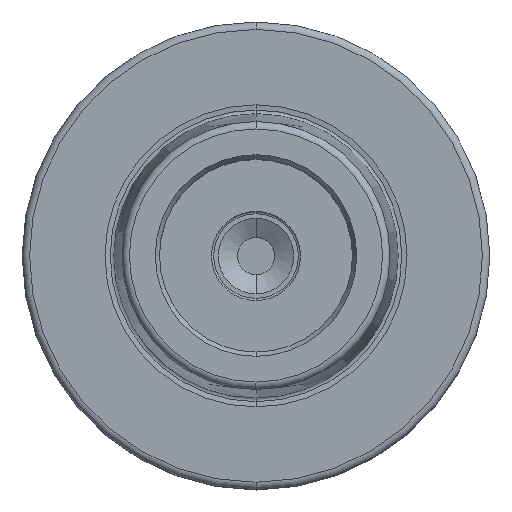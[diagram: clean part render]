
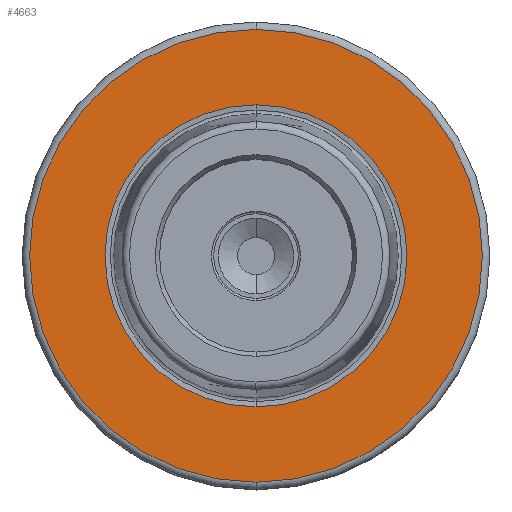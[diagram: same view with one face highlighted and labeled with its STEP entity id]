
A CAD part, top view. The second image highlights one B-rep face of the part: STEP entity #4663.
In plain terms, the highlighted planar face has unit normal (0, 0, 1).
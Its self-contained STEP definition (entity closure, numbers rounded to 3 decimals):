
#176=CARTESIAN_POINT('',(0,0,26));
#177=DIRECTION('',(0,0,1));
#178=DIRECTION('',(0,1,0));
#179=AXIS2_PLACEMENT_3D('',#176,#177,#178);
#181=CARTESIAN_POINT('',(0,0,26));
#182=DIRECTION('',(0,0,1));
#183=DIRECTION('',(0,-1,0));
#184=AXIS2_PLACEMENT_3D('',#181,#182,#183);
#194=CARTESIAN_POINT('',(0,0,26));
#195=DIRECTION('',(0,0,1));
#196=DIRECTION('',(0,1,0));
#197=AXIS2_PLACEMENT_3D('',#194,#195,#196);
#199=CARTESIAN_POINT('',(0,0,26));
#200=DIRECTION('',(0,0,-1));
#201=DIRECTION('',(0,1,0));
#202=AXIS2_PLACEMENT_3D('',#199,#200,#201);
#3784=CARTESIAN_POINT('',(0,20.344,26));
#3786=VERTEX_POINT('',#3784);
#3814=CARTESIAN_POINT('',(0,-20.344,26));
#3816=VERTEX_POINT('',#3814);
#3860=CARTESIAN_POINT('',(0,30.5,26));
#3861=CARTESIAN_POINT('',(0,-30.5,26));
#3862=VERTEX_POINT('',#3860);
#3863=VERTEX_POINT('',#3861);
#4647=CARTESIAN_POINT('',(0,0,26));
#4648=DIRECTION('',(0,0,-1));
#4649=DIRECTION('',(0,-1,0));
#4650=AXIS2_PLACEMENT_3D('',#4647,#4648,#4649);
#4651=PLANE('',#4650);
#4653=ORIENTED_EDGE('',*,*,#4652,.F.);
#4654=ORIENTED_EDGE('',*,*,#4637,.F.);
#4655=EDGE_LOOP('',(#4653,#4654));
#4656=FACE_OUTER_BOUND('',#4655,.F.);
#4658=ORIENTED_EDGE('',*,*,#4657,.T.);
#4660=ORIENTED_EDGE('',*,*,#4659,.F.);
#4661=EDGE_LOOP('',(#4658,#4660));
#4662=FACE_BOUND('',#4661,.F.);
#4663=ADVANCED_FACE('',(#4656,#4662),#4651,.F.);
#180=CIRCLE('',#179,30.5);
#185=CIRCLE('',#184,30.5);
#198=CIRCLE('',#197,20.344);
#203=CIRCLE('',#202,20.344);
#4637=EDGE_CURVE('',#3863,#3862,#185,.T.);
#4652=EDGE_CURVE('',#3862,#3863,#180,.T.);
#4657=EDGE_CURVE('',#3786,#3816,#198,.T.);
#4659=EDGE_CURVE('',#3786,#3816,#203,.T.);
